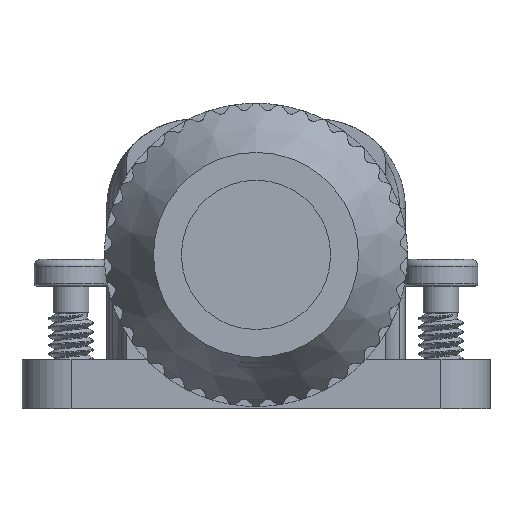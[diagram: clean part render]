
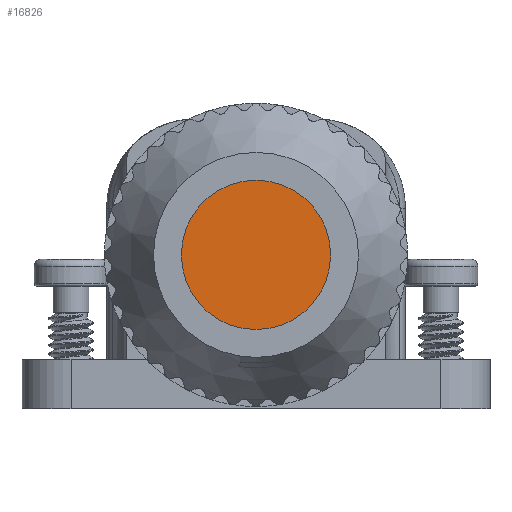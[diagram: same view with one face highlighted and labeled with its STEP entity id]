
A CAD part, front view. The second image highlights one B-rep face of the part: STEP entity #16826.
In plain terms, the highlighted planar face has unit normal (0, -1, 0).
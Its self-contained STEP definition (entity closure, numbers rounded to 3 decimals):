
#16810=CARTESIAN_POINT('',(-0.111,-16.55,6.609));
#16811=DIRECTION('',(1.,0.,0.));
#16812=DIRECTION('',(0.,-1.,0.));
#16813=AXIS2_PLACEMENT_3D('',#16810,#16812,#16811);
#16814=PLANE('',#16813);
#16815=CARTESIAN_POINT('',(0.,-16.55,3.261));
#16816=VERTEX_POINT('',#16815);
#16817=CARTESIAN_POINT('',(0.,-16.55,6.9));
#16818=DIRECTION('',(0.,0.,-1.));
#16819=DIRECTION('',(0.,-1.,0.));
#16820=AXIS2_PLACEMENT_3D('',#16817,#16819,#16818);
#16821=CIRCLE('',#16820,3.639);
#16822=EDGE_CURVE('',#16816,#16816,#16821,.T.);
#16823=ORIENTED_EDGE('',*,*,#16822,.T.);
#16824=EDGE_LOOP('',(#16823));
#16825=FACE_OUTER_BOUND('',#16824,.T.);
#16826=ADVANCED_FACE('',(#16825),#16814,.T.);
